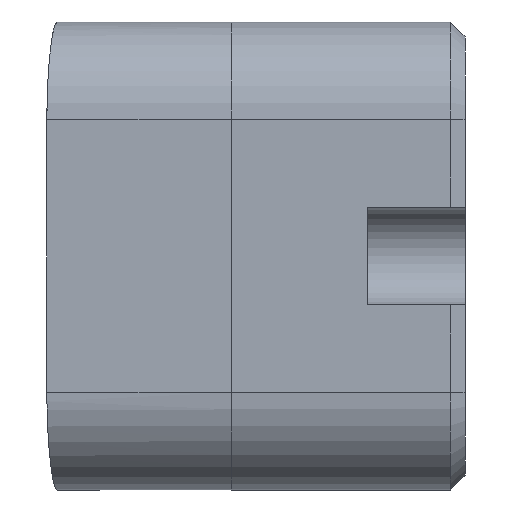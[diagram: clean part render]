
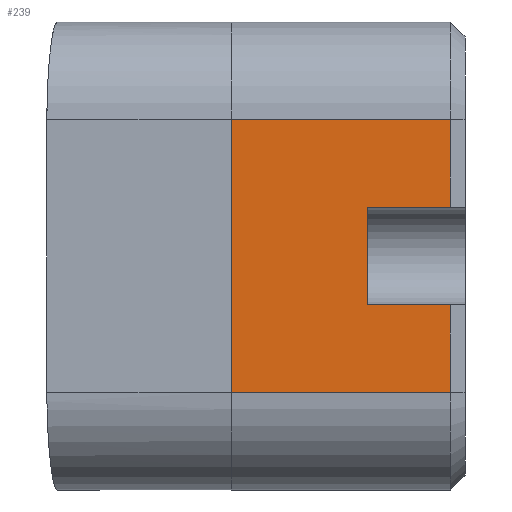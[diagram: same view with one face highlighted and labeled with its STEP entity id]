
A CAD part, left-side view. The second image highlights one B-rep face of the part: STEP entity #239.
In plain terms, the highlighted planar face has unit normal (-1, 0, 0).
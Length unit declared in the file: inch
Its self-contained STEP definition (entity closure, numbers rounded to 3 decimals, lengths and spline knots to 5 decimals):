
#42 = VECTOR ( 'NONE', #613, 39.37008 ) ;
#78 = VERTEX_POINT ( 'NONE', #802 ) ;
#122 = CARTESIAN_POINT ( 'NONE',  ( -0.47244, 0.01496, 0.1378 ) ) ;
#133 = AXIS2_PLACEMENT_3D ( 'NONE', #1743, #173, #488 ) ;
#173 = DIRECTION ( 'NONE',  ( 1., 0., 0. ) ) ;
#238 = ORIENTED_EDGE ( 'NONE', *, *, #2003, .F. ) ;
#239 = ADVANCED_FACE ( 'NONE', ( #2234 ), #2081, .F. ) ;
#254 = VECTOR ( 'NONE', #1009, 39.37008 ) ;
#285 = CARTESIAN_POINT ( 'NONE',  ( -0.47244, 0.09843, -0.04921 ) ) ;
#301 = VERTEX_POINT ( 'NONE', #845 ) ;
#322 = EDGE_LOOP ( 'NONE', ( #716, #1111, #740, #238, #554, #1152, #839, #1423 ) ) ;
#329 = CARTESIAN_POINT ( 'NONE',  ( -0.47244, 0.23622, 0.1378 ) ) ;
#359 = DIRECTION ( 'NONE',  ( 0., 0., 1. ) ) ;
#380 = DIRECTION ( 'NONE',  ( 0., 0., 1. ) ) ;
#488 = DIRECTION ( 'NONE',  ( 0., 0., -1. ) ) ;
#493 = CARTESIAN_POINT ( 'NONE',  ( -0.47244, 0.23622, -0.1378 ) ) ;
#554 = ORIENTED_EDGE ( 'NONE', *, *, #759, .T. ) ;
#562 = EDGE_CURVE ( 'NONE', #851, #2043, #2074, .T. ) ;
#613 = DIRECTION ( 'NONE',  ( 0., 0., -1. ) ) ;
#626 = DIRECTION ( 'NONE',  ( 0., 0., 1. ) ) ;
#633 = EDGE_CURVE ( 'NONE', #1255, #78, #1573, .T. ) ;
#636 = LINE ( 'NONE', #952, #42 ) ;
#637 = VERTEX_POINT ( 'NONE', #1918 ) ;
#644 = LINE ( 'NONE', #2028, #1658 ) ;
#699 = LINE ( 'NONE', #1247, #1153 ) ;
#716 = ORIENTED_EDGE ( 'NONE', *, *, #562, .T. ) ;
#717 = CARTESIAN_POINT ( 'NONE',  ( -0.47244, 0.09843, 0.04921 ) ) ;
#723 = VECTOR ( 'NONE', #2048, 39.37008 ) ;
#733 = VECTOR ( 'NONE', #359, 39.37008 ) ;
#740 = ORIENTED_EDGE ( 'NONE', *, *, #633, .F. ) ;
#759 = EDGE_CURVE ( 'NONE', #301, #1181, #1769, .T. ) ;
#789 = VECTOR ( 'NONE', #1220, 39.37008 ) ;
#802 = CARTESIAN_POINT ( 'NONE',  ( -0.47244, 0.01496, -0.04921 ) ) ;
#839 = ORIENTED_EDGE ( 'NONE', *, *, #1295, .T. ) ;
#845 = CARTESIAN_POINT ( 'NONE',  ( -0.47244, 0.09843, 0.04921 ) ) ;
#851 = VERTEX_POINT ( 'NONE', #1942 ) ;
#896 = EDGE_CURVE ( 'NONE', #851, #637, #699, .T. ) ;
#899 = DIRECTION ( 'NONE',  ( 0., -1., 0. ) ) ;
#952 = CARTESIAN_POINT ( 'NONE',  ( -0.47244, 0.09843, 0.04921 ) ) ;
#1009 = DIRECTION ( 'NONE',  ( 0., 1., 0. ) ) ;
#1111 = ORIENTED_EDGE ( 'NONE', *, *, #1195, .T. ) ;
#1152 = ORIENTED_EDGE ( 'NONE', *, *, #2017, .T. ) ;
#1153 = VECTOR ( 'NONE', #380, 39.37008 ) ;
#1181 = VERTEX_POINT ( 'NONE', #1659 ) ;
#1195 = EDGE_CURVE ( 'NONE', #2043, #78, #644, .T. ) ;
#1220 = DIRECTION ( 'NONE',  ( 0., -1., 0. ) ) ;
#1247 = CARTESIAN_POINT ( 'NONE',  ( -0.47244, 0.23622, 0.23622 ) ) ;
#1255 = VERTEX_POINT ( 'NONE', #285 ) ;
#1295 = EDGE_CURVE ( 'NONE', #1903, #637, #1883, .T. ) ;
#1368 = CARTESIAN_POINT ( 'NONE',  ( -0.47244, 0.01496, -0.1378 ) ) ;
#1423 = ORIENTED_EDGE ( 'NONE', *, *, #896, .F. ) ;
#1485 = CARTESIAN_POINT ( 'NONE',  ( -0.47244, 0.01496, 0.1378 ) ) ;
#1549 = VECTOR ( 'NONE', #899, 39.37008 ) ;
#1551 = CARTESIAN_POINT ( 'NONE',  ( -0.47244, 0.09843, -0.04921 ) ) ;
#1573 = LINE ( 'NONE', #1551, #723 ) ;
#1658 = VECTOR ( 'NONE', #626, 39.37008 ) ;
#1659 = CARTESIAN_POINT ( 'NONE',  ( -0.47244, 0.01496, 0.04921 ) ) ;
#1743 = CARTESIAN_POINT ( 'NONE',  ( -0.47244, 0.23622, 0.23622 ) ) ;
#1769 = LINE ( 'NONE', #717, #1549 ) ;
#1824 = LINE ( 'NONE', #1485, #733 ) ;
#1883 = LINE ( 'NONE', #329, #254 ) ;
#1903 = VERTEX_POINT ( 'NONE', #122 ) ;
#1918 = CARTESIAN_POINT ( 'NONE',  ( -0.47244, 0.23622, 0.1378 ) ) ;
#1942 = CARTESIAN_POINT ( 'NONE',  ( -0.47244, 0.23622, -0.1378 ) ) ;
#2003 = EDGE_CURVE ( 'NONE', #301, #1255, #636, .T. ) ;
#2017 = EDGE_CURVE ( 'NONE', #1181, #1903, #1824, .T. ) ;
#2028 = CARTESIAN_POINT ( 'NONE',  ( -0.47244, 0.01496, -0.04921 ) ) ;
#2043 = VERTEX_POINT ( 'NONE', #1368 ) ;
#2048 = DIRECTION ( 'NONE',  ( 0., -1., 0. ) ) ;
#2074 = LINE ( 'NONE', #493, #789 ) ;
#2081 = PLANE ( 'NONE',  #133 ) ;
#2234 = FACE_OUTER_BOUND ( 'NONE', #322, .T. ) ;
